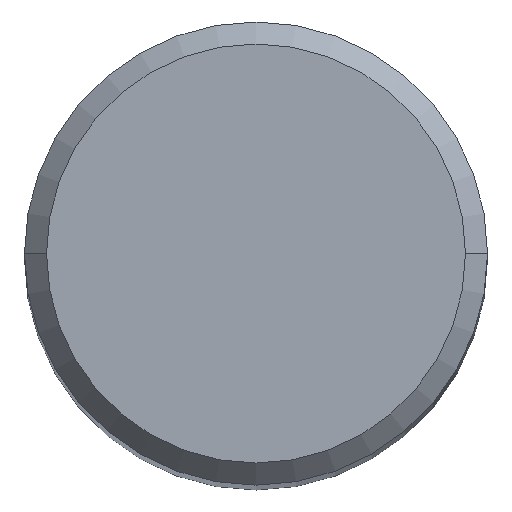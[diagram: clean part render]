
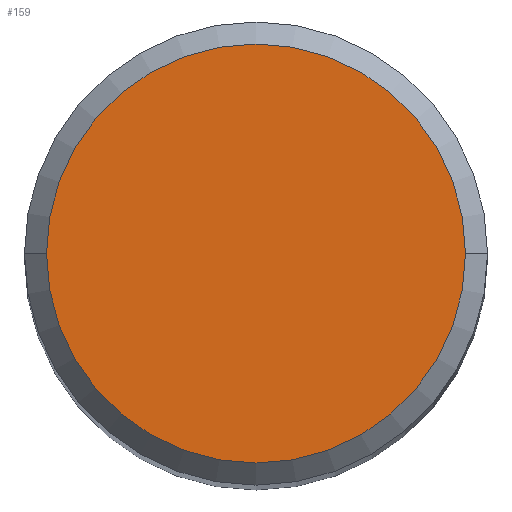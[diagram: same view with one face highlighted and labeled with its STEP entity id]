
A CAD part, top view. The second image highlights one B-rep face of the part: STEP entity #159.
In plain terms, the highlighted planar face has unit normal (0, 0, 1).
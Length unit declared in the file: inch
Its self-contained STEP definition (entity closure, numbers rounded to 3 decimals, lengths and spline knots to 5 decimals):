
#2 = EDGE_LOOP ( 'NONE', ( #75, #108 ) ) ;
#22 = DIRECTION ( 'NONE',  ( 1., 0., 0. ) ) ;
#31 = DIRECTION ( 'NONE',  ( 0., 0., 1. ) ) ;
#46 = DIRECTION ( 'NONE',  ( 1., 0., 0. ) ) ;
#57 = EDGE_CURVE ( 'NONE', #236, #76, #124, .T. ) ;
#75 = ORIENTED_EDGE ( 'NONE', *, *, #220, .T. ) ;
#76 = VERTEX_POINT ( 'NONE', #226 ) ;
#100 = CARTESIAN_POINT ( 'NONE',  ( 0., 0., 2.48032 ) ) ;
#101 = CARTESIAN_POINT ( 'NONE',  ( 0.14248, 0., 2.48032 ) ) ;
#108 = ORIENTED_EDGE ( 'NONE', *, *, #57, .T. ) ;
#120 = PLANE ( 'NONE',  #131 ) ;
#124 = CIRCLE ( 'NONE', #180, 0.14248 ) ;
#131 = AXIS2_PLACEMENT_3D ( 'NONE', #205, #31, #229 ) ;
#156 = CARTESIAN_POINT ( 'NONE',  ( 0., 0., 2.48032 ) ) ;
#159 = ADVANCED_FACE ( 'NONE', ( #185 ), #120, .T. ) ;
#164 = DIRECTION ( 'NONE',  ( 0., 0., 1. ) ) ;
#180 = AXIS2_PLACEMENT_3D ( 'NONE', #156, #198, #22 ) ;
#185 = FACE_OUTER_BOUND ( 'NONE', #2, .T. ) ;
#188 = AXIS2_PLACEMENT_3D ( 'NONE', #100, #164, #46 ) ;
#193 = CIRCLE ( 'NONE', #188, 0.14248 ) ;
#198 = DIRECTION ( 'NONE',  ( 0., 0., 1. ) ) ;
#205 = CARTESIAN_POINT ( 'NONE',  ( 0., 0., 2.48032 ) ) ;
#220 = EDGE_CURVE ( 'NONE', #76, #236, #193, .T. ) ;
#226 = CARTESIAN_POINT ( 'NONE',  ( -0.14248, 0., 2.48032 ) ) ;
#229 = DIRECTION ( 'NONE',  ( 1., 0., 0. ) ) ;
#236 = VERTEX_POINT ( 'NONE', #101 ) ;
